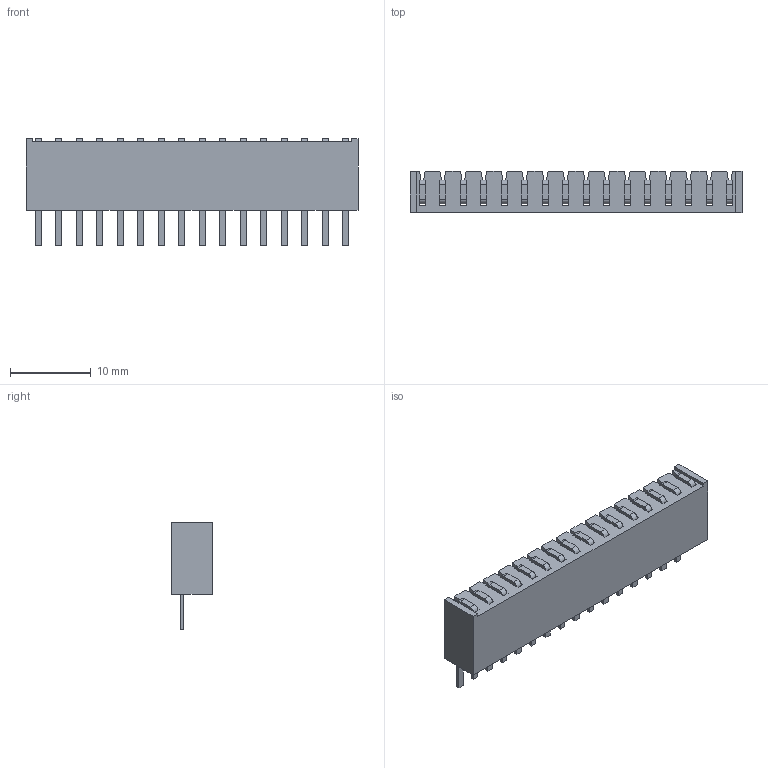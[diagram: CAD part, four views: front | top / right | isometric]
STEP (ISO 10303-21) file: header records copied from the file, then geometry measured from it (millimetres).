
FILE_DESCRIPTION(('FreeCAD Model'),'2;1');
FILE_NAME('Open CASCADE Shape Model','2025-03-04T21:00:10',(''),(''), 'Open CASCADE STEP processor 7.8','FreeCAD','Unknown');
FILE_SCHEMA(('AUTOMOTIVE_DESIGN { 1 0 10303 214 1 1 1 1 }'));
Length unit declared in the file: millimetre
Products named in the file (3): BSW-116-04-G-S; BSW-16-04-S_socket; C-8-5-01-16-S
Assembly tree (2 placements, depth 2):
  BSW-116-04-G-S
    BSW-16-04-S_socket
    C-8-5-01-16-S
Bounding box: 41.15 x 5.08 x 13.21 mm (x, y, z)
Volume: 1818.1 mm3; surface area: 3132.3 mm2
Topology: 2 solids, 2 shells, 504 faces, 1532 edges, 1000 vertices
Faces by surface type: plane 440, cylinder 64
Entity records: 17026 total; most frequent: ORIENTED_EDGE 3064, CARTESIAN_POINT 3039, DIRECTION 2674, EDGE_CURVE 1532, LINE 1404, VECTOR 1404, VERTEX_POINT 1000, AXIS2_PLACEMENT_3D 635
